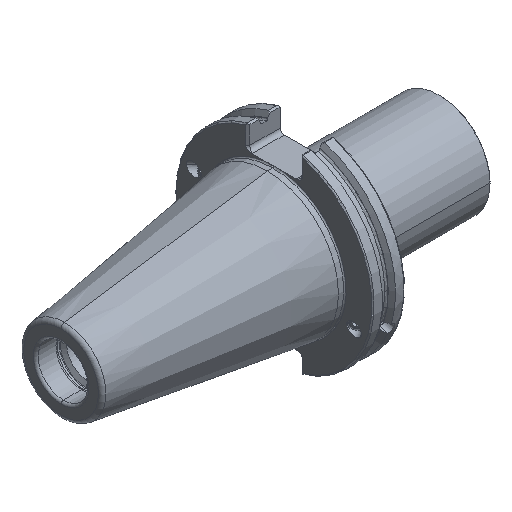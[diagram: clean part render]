
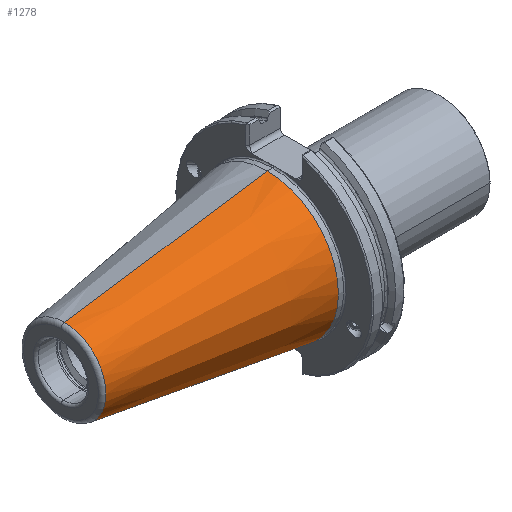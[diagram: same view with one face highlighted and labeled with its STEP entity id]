
A CAD part, isometric view. The second image highlights one B-rep face of the part: STEP entity #1278.
In plain terms, the highlighted conical face has half-angle 8.297 degrees and reference radius 34.925 mm.
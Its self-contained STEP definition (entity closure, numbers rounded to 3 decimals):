
#7 = FACE_OUTER_BOUND ( 'NONE', #1206, .T. ) ;
#150 = VERTEX_POINT ( 'NONE', #4240 ) ;
#394 = AXIS2_PLACEMENT_3D ( 'NONE', #7043, #2713, #4479 ) ;
#950 = VECTOR ( 'NONE', #1723, 1000. ) ;
#1206 = EDGE_LOOP ( 'NONE', ( #3893, #4922, #1375, #6877 ) ) ;
#1278 = ADVANCED_FACE ( 'NONE', ( #7 ), #1350, .T. ) ;
#1350 = CONICAL_SURFACE ( 'NONE', #3053, 34.925, 0.145 ) ;
#1375 = ORIENTED_EDGE ( 'NONE', *, *, #7137, .T. ) ;
#1476 = CIRCLE ( 'NONE', #394, 34.925 ) ;
#1723 = DIRECTION ( 'NONE',  ( 0.99, 0., -0.144 ) ) ;
#2130 = EDGE_CURVE ( 'NONE', #7941, #150, #1476, .T. ) ;
#2241 = CARTESIAN_POINT ( 'NONE',  ( 0., 0., -34.925 ) ) ;
#2491 = AXIS2_PLACEMENT_3D ( 'NONE', #3116, #6149, #5006 ) ;
#2499 = VECTOR ( 'NONE', #6489, 1000. ) ;
#2713 = DIRECTION ( 'NONE',  ( -1., 0., 0. ) ) ;
#2944 = CARTESIAN_POINT ( 'NONE',  ( -99.889, 0., 20.358 ) ) ;
#3053 = AXIS2_PLACEMENT_3D ( 'NONE', #4971, #5140, #6277 ) ;
#3116 = CARTESIAN_POINT ( 'NONE',  ( -99.889, 0., 0. ) ) ;
#3234 = EDGE_CURVE ( 'NONE', #5067, #150, #4666, .T. ) ;
#3300 = CARTESIAN_POINT ( 'NONE',  ( 0., 0., 34.925 ) ) ;
#3593 = EDGE_CURVE ( 'NONE', #3712, #5067, #7697, .T. ) ;
#3712 = VERTEX_POINT ( 'NONE', #3860 ) ;
#3860 = CARTESIAN_POINT ( 'NONE',  ( -99.889, 0., -20.358 ) ) ;
#3893 = ORIENTED_EDGE ( 'NONE', *, *, #3234, .F. ) ;
#4240 = CARTESIAN_POINT ( 'NONE',  ( 0., 0., 34.925 ) ) ;
#4479 = DIRECTION ( 'NONE',  ( 0., 0., 1. ) ) ;
#4666 = LINE ( 'NONE', #3300, #2499 ) ;
#4922 = ORIENTED_EDGE ( 'NONE', *, *, #3593, .F. ) ;
#4971 = CARTESIAN_POINT ( 'NONE',  ( 0., 0., 0. ) ) ;
#5006 = DIRECTION ( 'NONE',  ( 0., 0., 1. ) ) ;
#5067 = VERTEX_POINT ( 'NONE', #2944 ) ;
#5140 = DIRECTION ( 'NONE',  ( 1., 0., 0. ) ) ;
#5588 = CARTESIAN_POINT ( 'NONE',  ( 0., 0., -34.925 ) ) ;
#6149 = DIRECTION ( 'NONE',  ( -1., 0., 0. ) ) ;
#6277 = DIRECTION ( 'NONE',  ( 0., 0., -1. ) ) ;
#6489 = DIRECTION ( 'NONE',  ( 0.99, 0., 0.144 ) ) ;
#6795 = LINE ( 'NONE', #5588, #950 ) ;
#6877 = ORIENTED_EDGE ( 'NONE', *, *, #2130, .T. ) ;
#7043 = CARTESIAN_POINT ( 'NONE',  ( 0., 0., 0. ) ) ;
#7137 = EDGE_CURVE ( 'NONE', #3712, #7941, #6795, .T. ) ;
#7697 = CIRCLE ( 'NONE', #2491, 20.358 ) ;
#7941 = VERTEX_POINT ( 'NONE', #2241 ) ;
